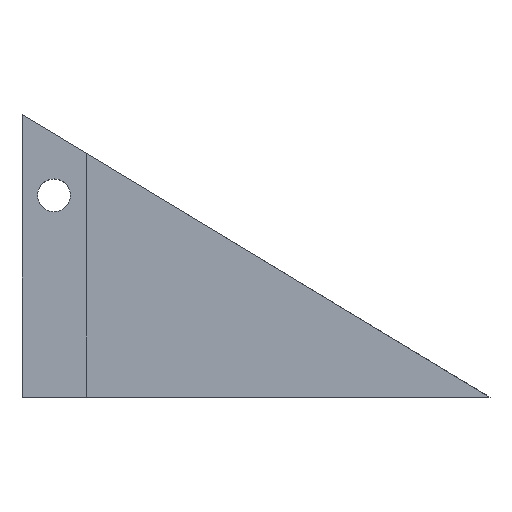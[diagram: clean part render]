
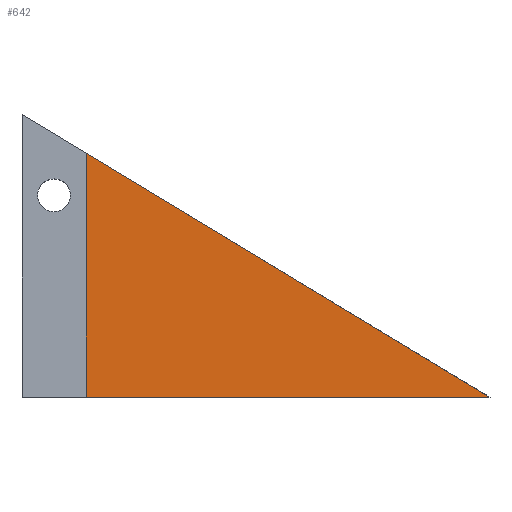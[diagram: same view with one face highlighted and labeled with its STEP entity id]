
A CAD part, top view. The second image highlights one B-rep face of the part: STEP entity #642.
In plain terms, the highlighted planar face has unit normal (0, 0, 1).
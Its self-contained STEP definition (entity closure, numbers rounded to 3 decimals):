
#12 = EDGE_LOOP ( 'NONE', ( #402, #611, #920 ) ) ;
#51 = CARTESIAN_POINT ( 'NONE',  ( 0., 0., 6.35 ) ) ;
#100 = VECTOR ( 'NONE', #852, 1000. ) ;
#107 = VECTOR ( 'NONE', #225, 1000. ) ;
#157 = CARTESIAN_POINT ( 'NONE',  ( 46.35, 0., 6.35 ) ) ;
#187 = CARTESIAN_POINT ( 'NONE',  ( 46.35, 0., 6.35 ) ) ;
#221 = CARTESIAN_POINT ( 'NONE',  ( 6.35, 0., 6.35 ) ) ;
#225 = DIRECTION ( 'NONE',  ( 0., -1., 0. ) ) ;
#263 = VERTEX_POINT ( 'NONE', #443 ) ;
#283 = EDGE_CURVE ( 'NONE', #263, #934, #714, .T. ) ;
#362 = PLANE ( 'NONE',  #483 ) ;
#402 = ORIENTED_EDGE ( 'NONE', *, *, #594, .T. ) ;
#422 = LINE ( 'NONE', #510, #107 ) ;
#443 = CARTESIAN_POINT ( 'NONE',  ( 6.35, 0., 6.35 ) ) ;
#449 = FACE_OUTER_BOUND ( 'NONE', #12, .T. ) ;
#483 = AXIS2_PLACEMENT_3D ( 'NONE', #51, #777, #635 ) ;
#510 = CARTESIAN_POINT ( 'NONE',  ( 6.35, 24.164, 6.35 ) ) ;
#594 = EDGE_CURVE ( 'NONE', #934, #666, #700, .T. ) ;
#611 = ORIENTED_EDGE ( 'NONE', *, *, #891, .T. ) ;
#635 = DIRECTION ( 'NONE',  ( 1., 0., 0. ) ) ;
#640 = CARTESIAN_POINT ( 'NONE',  ( 6.35, 24.164, 6.35 ) ) ;
#642 = ADVANCED_FACE ( 'NONE', ( #449 ), #362, .T. ) ;
#666 = VERTEX_POINT ( 'NONE', #640 ) ;
#686 = VECTOR ( 'NONE', #958, 1000. ) ;
#700 = LINE ( 'NONE', #187, #100 ) ;
#714 = LINE ( 'NONE', #221, #686 ) ;
#777 = DIRECTION ( 'NONE',  ( 0., 0., 1. ) ) ;
#852 = DIRECTION ( 'NONE',  ( -0.856, 0.517, 0. ) ) ;
#891 = EDGE_CURVE ( 'NONE', #666, #263, #422, .T. ) ;
#920 = ORIENTED_EDGE ( 'NONE', *, *, #283, .T. ) ;
#934 = VERTEX_POINT ( 'NONE', #157 ) ;
#958 = DIRECTION ( 'NONE',  ( 1., 0., 0. ) ) ;
